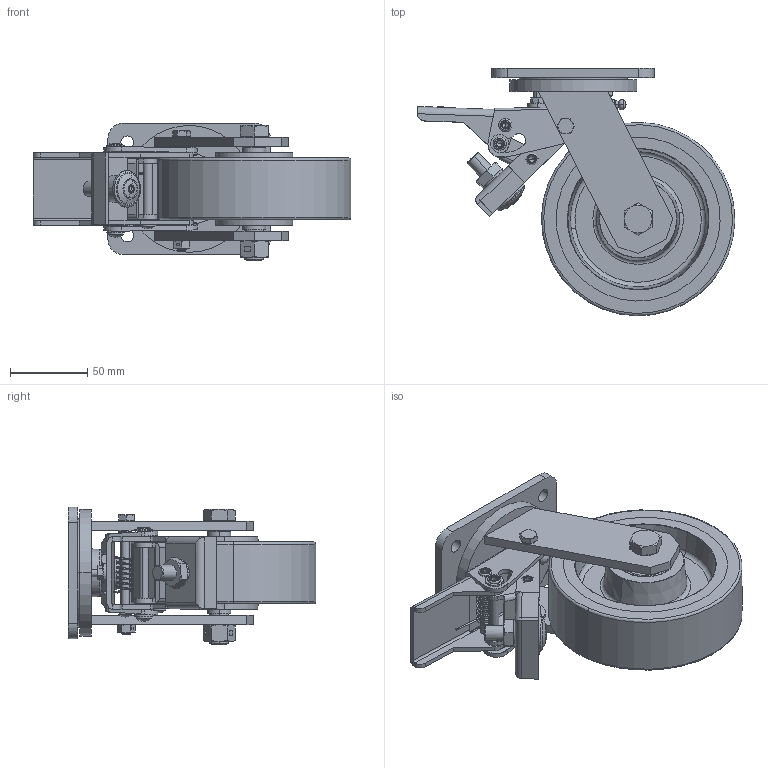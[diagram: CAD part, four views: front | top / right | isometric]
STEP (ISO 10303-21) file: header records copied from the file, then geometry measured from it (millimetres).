
FILE_DESCRIPTION (( 'STEP AP214' ), '1' );
FILE_NAME ('0017946.step', '2020-04-20T06:31:51', ( '' ), ( '' ), 'SwSTEP 2.0', 'SolidWorks 2018', '' );
FILE_SCHEMA (( 'AUTOMOTIVE_DESIGN' ));
Length unit declared in the file: millimetre
Products named in the file (1): 0017946
Bounding box: 205.28 x 159.98 x 89 mm (x, y, z)
Surface area: 202211 mm2 (no closed solid volume)
Topology: 0 solids, 36 shells, 795 faces, 1824 edges, 1121 vertices
Faces by surface type: plane 282, cylinder 242, cone 153, torus 108, sphere 5, bspline 5
Entity records: 36199 total; most frequent: CARTESIAN_POINT 9001, DIRECTION 3968, ORIENTED_EDGE 3614, EDGE_CURVE 1807, AXIS2_PLACEMENT_3D 1607, VERTEX_POINT 1118, EDGE_LOOP 921, UNCERTAINTY_MEASURE_WITH_UNIT 831
